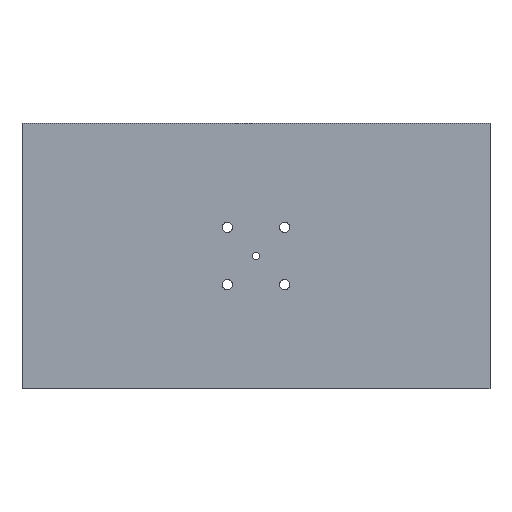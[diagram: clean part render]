
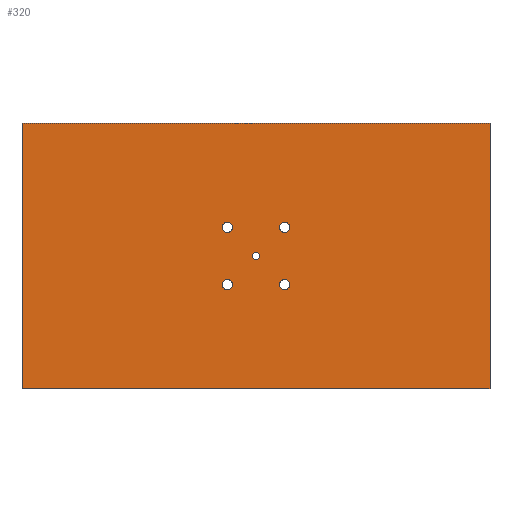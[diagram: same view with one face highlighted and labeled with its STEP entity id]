
A CAD part, top view. The second image highlights one B-rep face of the part: STEP entity #320.
In plain terms, the highlighted planar face has unit normal (0, 0, 1).
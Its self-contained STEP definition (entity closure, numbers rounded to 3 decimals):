
#1 = CARTESIAN_POINT ( 'NONE',  ( 18.385, -18.385, 5. ) ) ;
#22 = EDGE_CURVE ( 'NONE', #71, #211, #254, .T. ) ;
#31 = CIRCLE ( 'NONE', #317, 2.5 ) ;
#35 = CARTESIAN_POINT ( 'NONE',  ( 150., 85., 5. ) ) ;
#37 = PLANE ( 'NONE',  #156 ) ;
#43 = VERTEX_POINT ( 'NONE', #356 ) ;
#44 = DIRECTION ( 'NONE',  ( 1., 0., 0. ) ) ;
#57 = LINE ( 'NONE', #345, #81 ) ;
#60 = DIRECTION ( 'NONE',  ( 0., -1., 0. ) ) ;
#65 = ORIENTED_EDGE ( 'NONE', *, *, #190, .T. ) ;
#71 = VERTEX_POINT ( 'NONE', #398 ) ;
#73 = VERTEX_POINT ( 'NONE', #314 ) ;
#81 = VECTOR ( 'NONE', #287, 1000. ) ;
#82 = AXIS2_PLACEMENT_3D ( 'NONE', #330, #509, #494 ) ;
#86 = EDGE_CURVE ( 'NONE', #235, #119, #540, .T. ) ;
#89 = CARTESIAN_POINT ( 'NONE',  ( 18.385, -18.385, 5. ) ) ;
#100 = CARTESIAN_POINT ( 'NONE',  ( -150., -125., 5. ) ) ;
#104 = CARTESIAN_POINT ( 'NONE',  ( 150., -125., 5. ) ) ;
#106 = EDGE_CURVE ( 'NONE', #73, #138, #128, .T. ) ;
#109 = ORIENTED_EDGE ( 'NONE', *, *, #106, .F. ) ;
#114 = CARTESIAN_POINT ( 'NONE',  ( 21.685, -18.385, 5. ) ) ;
#119 = VERTEX_POINT ( 'NONE', #485 ) ;
#121 = CARTESIAN_POINT ( 'NONE',  ( -18.385, 18.385, 5. ) ) ;
#128 = CIRCLE ( 'NONE', #358, 3.3 ) ;
#129 = FACE_BOUND ( 'NONE', #170, .T. ) ;
#133 = FACE_BOUND ( 'NONE', #470, .T. ) ;
#136 = CIRCLE ( 'NONE', #232, 3.3 ) ;
#137 = AXIS2_PLACEMENT_3D ( 'NONE', #1, #208, #343 ) ;
#138 = VERTEX_POINT ( 'NONE', #152 ) ;
#140 = DIRECTION ( 'NONE',  ( 1., 0., 0. ) ) ;
#146 = CARTESIAN_POINT ( 'NONE',  ( 15.085, 18.385, 5. ) ) ;
#152 = CARTESIAN_POINT ( 'NONE',  ( -21.685, 18.385, 5. ) ) ;
#153 = ORIENTED_EDGE ( 'NONE', *, *, #209, .F. ) ;
#155 = VECTOR ( 'NONE', #60, 1000. ) ;
#156 = AXIS2_PLACEMENT_3D ( 'NONE', #334, #479, #302 ) ;
#157 = EDGE_LOOP ( 'NONE', ( #205, #153 ) ) ;
#164 = AXIS2_PLACEMENT_3D ( 'NONE', #234, #364, #411 ) ;
#168 = DIRECTION ( 'NONE',  ( 0., 0., 1. ) ) ;
#169 = ORIENTED_EDGE ( 'NONE', *, *, #377, .F. ) ;
#170 = EDGE_LOOP ( 'NONE', ( #333, #416 ) ) ;
#172 = FACE_BOUND ( 'NONE', #157, .T. ) ;
#178 = CARTESIAN_POINT ( 'NONE',  ( 150., -85., 5. ) ) ;
#180 = ORIENTED_EDGE ( 'NONE', *, *, #556, .F. ) ;
#183 = CARTESIAN_POINT ( 'NONE',  ( -18.385, -18.385, 5. ) ) ;
#190 = EDGE_CURVE ( 'NONE', #336, #350, #465, .T. ) ;
#192 = CARTESIAN_POINT ( 'NONE',  ( -21.685, -18.385, 5. ) ) ;
#195 = CIRCLE ( 'NONE', #164, 3.3 ) ;
#197 = DIRECTION ( 'NONE',  ( 1., 0., 0. ) ) ;
#205 = ORIENTED_EDGE ( 'NONE', *, *, #528, .F. ) ;
#206 = DIRECTION ( 'NONE',  ( 1., 0., 0. ) ) ;
#208 = DIRECTION ( 'NONE',  ( 0., 0., 1. ) ) ;
#209 = EDGE_CURVE ( 'NONE', #558, #43, #318, .T. ) ;
#211 = VERTEX_POINT ( 'NONE', #146 ) ;
#212 = EDGE_CURVE ( 'NONE', #355, #306, #321, .T. ) ;
#219 = VECTOR ( 'NONE', #409, 1000. ) ;
#224 = DIRECTION ( 'NONE',  ( 0., 0., 1. ) ) ;
#228 = DIRECTION ( 'NONE',  ( 0., 0., 1. ) ) ;
#232 = AXIS2_PLACEMENT_3D ( 'NONE', #121, #477, #197 ) ;
#234 = CARTESIAN_POINT ( 'NONE',  ( 18.385, 18.385, 5. ) ) ;
#235 = VERTEX_POINT ( 'NONE', #192 ) ;
#236 = EDGE_CURVE ( 'NONE', #211, #71, #195, .T. ) ;
#254 = CIRCLE ( 'NONE', #82, 3.3 ) ;
#258 = DIRECTION ( 'NONE',  ( 0., 0., 1. ) ) ;
#263 = CARTESIAN_POINT ( 'NONE',  ( -150., 85., 5. ) ) ;
#265 = AXIS2_PLACEMENT_3D ( 'NONE', #183, #538, #357 ) ;
#269 = EDGE_LOOP ( 'NONE', ( #445, #65, #378, #326 ) ) ;
#270 = EDGE_CURVE ( 'NONE', #512, #543, #492, .T. ) ;
#279 = CARTESIAN_POINT ( 'NONE',  ( 0., 0., 5. ) ) ;
#287 = DIRECTION ( 'NONE',  ( -1., 0., 0. ) ) ;
#290 = CIRCLE ( 'NONE', #515, 3.3 ) ;
#297 = FACE_BOUND ( 'NONE', #376, .T. ) ;
#302 = DIRECTION ( 'NONE',  ( 1., 0., 0. ) ) ;
#306 = VERTEX_POINT ( 'NONE', #35 ) ;
#312 = DIRECTION ( 'NONE',  ( 1., 0., 0. ) ) ;
#314 = CARTESIAN_POINT ( 'NONE',  ( -15.085, 18.385, 5. ) ) ;
#316 = DIRECTION ( 'NONE',  ( 1., 0., 0. ) ) ;
#317 = AXIS2_PLACEMENT_3D ( 'NONE', #279, #168, #206 ) ;
#318 = CIRCLE ( 'NONE', #328, 2.5 ) ;
#320 = ADVANCED_FACE ( 'NONE', ( #338, #129, #133, #297, #483, #172 ), #37, .T. ) ;
#321 = LINE ( 'NONE', #104, #219 ) ;
#324 = CARTESIAN_POINT ( 'NONE',  ( 0., 0., 5. ) ) ;
#326 = ORIENTED_EDGE ( 'NONE', *, *, #212, .T. ) ;
#328 = AXIS2_PLACEMENT_3D ( 'NONE', #324, #228, #316 ) ;
#330 = CARTESIAN_POINT ( 'NONE',  ( 18.385, 18.385, 5. ) ) ;
#333 = ORIENTED_EDGE ( 'NONE', *, *, #86, .F. ) ;
#334 = CARTESIAN_POINT ( 'NONE',  ( 0., 0., 5. ) ) ;
#336 = VERTEX_POINT ( 'NONE', #400 ) ;
#338 = FACE_OUTER_BOUND ( 'NONE', #269, .T. ) ;
#342 = ORIENTED_EDGE ( 'NONE', *, *, #236, .F. ) ;
#343 = DIRECTION ( 'NONE',  ( 1., 0., 0. ) ) ;
#345 = CARTESIAN_POINT ( 'NONE',  ( -150., -85., 5. ) ) ;
#350 = VERTEX_POINT ( 'NONE', #443 ) ;
#355 = VERTEX_POINT ( 'NONE', #178 ) ;
#356 = CARTESIAN_POINT ( 'NONE',  ( -2.5, 0., 5. ) ) ;
#357 = DIRECTION ( 'NONE',  ( -1., 0., 0. ) ) ;
#358 = AXIS2_PLACEMENT_3D ( 'NONE', #523, #388, #312 ) ;
#364 = DIRECTION ( 'NONE',  ( 0., 0., 1. ) ) ;
#367 = AXIS2_PLACEMENT_3D ( 'NONE', #530, #258, #405 ) ;
#370 = CARTESIAN_POINT ( 'NONE',  ( 2.5, 0., 5. ) ) ;
#375 = EDGE_CURVE ( 'NONE', #336, #306, #488, .T. ) ;
#376 = EDGE_LOOP ( 'NONE', ( #180, #109 ) ) ;
#377 = EDGE_CURVE ( 'NONE', #543, #512, #290, .T. ) ;
#378 = ORIENTED_EDGE ( 'NONE', *, *, #545, .F. ) ;
#388 = DIRECTION ( 'NONE',  ( 0., 0., 1. ) ) ;
#394 = CARTESIAN_POINT ( 'NONE',  ( 15.085, -18.385, 5. ) ) ;
#398 = CARTESIAN_POINT ( 'NONE',  ( 21.685, 18.385, 5. ) ) ;
#399 = ORIENTED_EDGE ( 'NONE', *, *, #22, .F. ) ;
#400 = CARTESIAN_POINT ( 'NONE',  ( -150., 85., 5. ) ) ;
#405 = DIRECTION ( 'NONE',  ( -1., 0., 0. ) ) ;
#409 = DIRECTION ( 'NONE',  ( 0., 1., 0. ) ) ;
#411 = DIRECTION ( 'NONE',  ( -1., 0., 0. ) ) ;
#416 = ORIENTED_EDGE ( 'NONE', *, *, #440, .F. ) ;
#417 = ORIENTED_EDGE ( 'NONE', *, *, #270, .F. ) ;
#427 = CIRCLE ( 'NONE', #265, 3.3 ) ;
#440 = EDGE_CURVE ( 'NONE', #119, #235, #427, .T. ) ;
#443 = CARTESIAN_POINT ( 'NONE',  ( -150., -85., 5. ) ) ;
#445 = ORIENTED_EDGE ( 'NONE', *, *, #375, .F. ) ;
#452 = EDGE_LOOP ( 'NONE', ( #417, #169 ) ) ;
#465 = LINE ( 'NONE', #100, #155 ) ;
#470 = EDGE_LOOP ( 'NONE', ( #342, #399 ) ) ;
#477 = DIRECTION ( 'NONE',  ( 0., 0., 1. ) ) ;
#479 = DIRECTION ( 'NONE',  ( 0., 0., 1. ) ) ;
#483 = FACE_BOUND ( 'NONE', #452, .T. ) ;
#485 = CARTESIAN_POINT ( 'NONE',  ( -15.085, -18.385, 5. ) ) ;
#488 = LINE ( 'NONE', #263, #541 ) ;
#492 = CIRCLE ( 'NONE', #137, 3.3 ) ;
#494 = DIRECTION ( 'NONE',  ( -1., 0., 0. ) ) ;
#509 = DIRECTION ( 'NONE',  ( 0., 0., 1. ) ) ;
#512 = VERTEX_POINT ( 'NONE', #394 ) ;
#515 = AXIS2_PLACEMENT_3D ( 'NONE', #89, #224, #140 ) ;
#523 = CARTESIAN_POINT ( 'NONE',  ( -18.385, 18.385, 5. ) ) ;
#528 = EDGE_CURVE ( 'NONE', #43, #558, #31, .T. ) ;
#530 = CARTESIAN_POINT ( 'NONE',  ( -18.385, -18.385, 5. ) ) ;
#538 = DIRECTION ( 'NONE',  ( 0., 0., 1. ) ) ;
#540 = CIRCLE ( 'NONE', #367, 3.3 ) ;
#541 = VECTOR ( 'NONE', #44, 1000. ) ;
#543 = VERTEX_POINT ( 'NONE', #114 ) ;
#545 = EDGE_CURVE ( 'NONE', #355, #350, #57, .T. ) ;
#556 = EDGE_CURVE ( 'NONE', #138, #73, #136, .T. ) ;
#558 = VERTEX_POINT ( 'NONE', #370 ) ;
